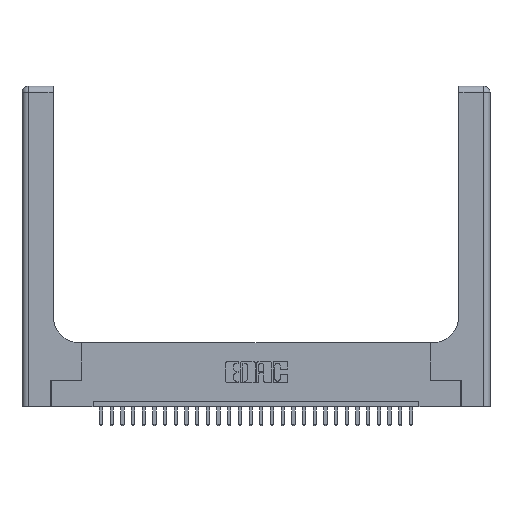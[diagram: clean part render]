
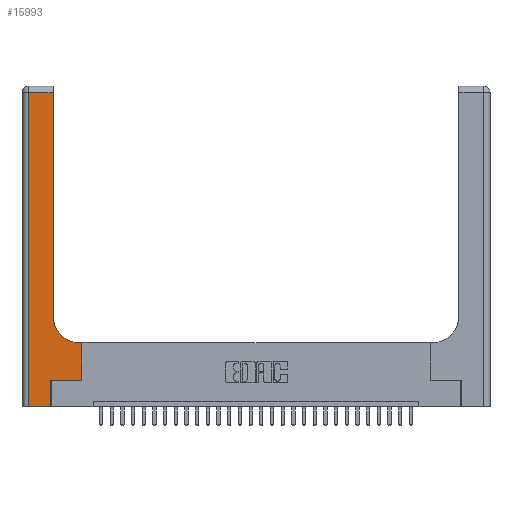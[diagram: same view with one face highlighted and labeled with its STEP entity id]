
A CAD part, top view. The second image highlights one B-rep face of the part: STEP entity #15993.
In plain terms, the highlighted planar face has unit normal (0, 0, 1).
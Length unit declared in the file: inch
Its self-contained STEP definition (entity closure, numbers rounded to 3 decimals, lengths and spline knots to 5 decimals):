
#317 = ORIENTED_EDGE ( 'NONE', *, *, #10936, .T. ) ;
#2020 = EDGE_CURVE ( 'NONE', #5084, #17261, #12143, .T. ) ;
#2155 = EDGE_LOOP ( 'NONE', ( #17763, #23790, #26030, #28302, #16344, #29097, #21293, #317, #17928 ) ) ;
#2376 = VERTEX_POINT ( 'NONE', #8396 ) ;
#3001 = LINE ( 'NONE', #10439, #17199 ) ;
#4088 = CARTESIAN_POINT ( 'NONE',  ( 0.5415, 0.6, 0.37 ) ) ;
#4649 = LINE ( 'NONE', #19811, #28473 ) ;
#5084 = VERTEX_POINT ( 'NONE', #14212 ) ;
#5330 = EDGE_CURVE ( 'NONE', #26942, #17020, #15565, .T. ) ;
#5441 = VECTOR ( 'NONE', #24338, 39.37008 ) ;
#5702 = VECTOR ( 'NONE', #11514, 39.37008 ) ;
#6133 = LINE ( 'NONE', #10224, #22863 ) ;
#6177 = DIRECTION ( 'NONE',  ( 0., 1., 0. ) ) ;
#6209 = EDGE_CURVE ( 'NONE', #2376, #5084, #15617, .T. ) ;
#6702 = LINE ( 'NONE', #14834, #12309 ) ;
#8396 = CARTESIAN_POINT ( 'NONE',  ( 0.269, 0., 0.37 ) ) ;
#8706 = DIRECTION ( 'NONE',  ( 0., 0., -1. ) ) ;
#8990 = DIRECTION ( 'NONE',  ( -1., 0., 0. ) ) ;
#9495 = CARTESIAN_POINT ( 'NONE',  ( 0.5585, 0.25, 0.37 ) ) ;
#9542 = VECTOR ( 'NONE', #12459, 39.37008 ) ;
#9670 = EDGE_CURVE ( 'NONE', #10557, #2376, #3001, .T. ) ;
#10224 = CARTESIAN_POINT ( 'NONE',  ( 0.2915, 3., 0.37 ) ) ;
#10439 = CARTESIAN_POINT ( 'NONE',  ( 0., 0., 0.37 ) ) ;
#10557 = VERTEX_POINT ( 'NONE', #13443 ) ;
#10785 = CARTESIAN_POINT ( 'NONE',  ( 0.2915, 2.94, 0.37 ) ) ;
#10878 = CARTESIAN_POINT ( 'NONE',  ( 0.5585, 0.6, 0.37 ) ) ;
#10936 = EDGE_CURVE ( 'NONE', #15251, #14626, #25385, .T. ) ;
#10974 = CARTESIAN_POINT ( 'NONE',  ( 0.5415, 0.85, 0.37 ) ) ;
#11514 = DIRECTION ( 'NONE',  ( 0., 1., 0. ) ) ;
#11548 = AXIS2_PLACEMENT_3D ( 'NONE', #10974, #8706, #17710 ) ;
#12143 = LINE ( 'NONE', #17175, #5441 ) ;
#12309 = VECTOR ( 'NONE', #13779, 39.37008 ) ;
#12328 = EDGE_CURVE ( 'NONE', #17261, #15251, #4649, .T. ) ;
#12459 = DIRECTION ( 'NONE',  ( -1., 0., 0. ) ) ;
#13197 = VERTEX_POINT ( 'NONE', #23847 ) ;
#13443 = CARTESIAN_POINT ( 'NONE',  ( 0.06, 0., 0.37 ) ) ;
#13779 = DIRECTION ( 'NONE',  ( 0., -1., 0. ) ) ;
#14212 = CARTESIAN_POINT ( 'NONE',  ( 0.269, 0.25, 0.37 ) ) ;
#14514 = EDGE_CURVE ( 'NONE', #13197, #26942, #6133, .T. ) ;
#14576 = DIRECTION ( 'NONE',  ( -1., 0., 0. ) ) ;
#14626 = VERTEX_POINT ( 'NONE', #4088 ) ;
#14834 = CARTESIAN_POINT ( 'NONE',  ( 0.06, 3., 0.37 ) ) ;
#15235 = EDGE_CURVE ( 'NONE', #14626, #13197, #21022, .T. ) ;
#15251 = VERTEX_POINT ( 'NONE', #10878 ) ;
#15565 = LINE ( 'NONE', #27722, #9542 ) ;
#15617 = LINE ( 'NONE', #27259, #5702 ) ;
#15993 = ADVANCED_FACE ( 'NONE', ( #21743 ), #29378, .F. ) ;
#16344 = ORIENTED_EDGE ( 'NONE', *, *, #6209, .T. ) ;
#17020 = VERTEX_POINT ( 'NONE', #28508 ) ;
#17175 = CARTESIAN_POINT ( 'NONE',  ( 0.269, 0.25, 0.37 ) ) ;
#17199 = VECTOR ( 'NONE', #21898, 39.37008 ) ;
#17261 = VERTEX_POINT ( 'NONE', #9495 ) ;
#17567 = CARTESIAN_POINT ( 'NONE',  ( 0.2915, 0.6, 0.37 ) ) ;
#17710 = DIRECTION ( 'NONE',  ( 1., 0., 0. ) ) ;
#17763 = ORIENTED_EDGE ( 'NONE', *, *, #14514, .T. ) ;
#17928 = ORIENTED_EDGE ( 'NONE', *, *, #15235, .T. ) ;
#18005 = DIRECTION ( 'NONE',  ( 0., 0., -1. ) ) ;
#18974 = DIRECTION ( 'NONE',  ( 0., 1., 0. ) ) ;
#19811 = CARTESIAN_POINT ( 'NONE',  ( 0.5585, 0.25, 0.37 ) ) ;
#21022 = CIRCLE ( 'NONE', #11548, 0.25 ) ;
#21293 = ORIENTED_EDGE ( 'NONE', *, *, #12328, .T. ) ;
#21743 = FACE_OUTER_BOUND ( 'NONE', #2155, .T. ) ;
#21898 = DIRECTION ( 'NONE',  ( 1., 0., 0. ) ) ;
#22156 = EDGE_CURVE ( 'NONE', #17020, #10557, #6702, .T. ) ;
#22197 = VECTOR ( 'NONE', #14576, 39.37008 ) ;
#22624 = CARTESIAN_POINT ( 'NONE',  ( 0., 3., 0.37 ) ) ;
#22863 = VECTOR ( 'NONE', #18974, 39.37008 ) ;
#23031 = AXIS2_PLACEMENT_3D ( 'NONE', #22624, #18005, #8990 ) ;
#23790 = ORIENTED_EDGE ( 'NONE', *, *, #5330, .T. ) ;
#23847 = CARTESIAN_POINT ( 'NONE',  ( 0.2915, 0.85, 0.37 ) ) ;
#24338 = DIRECTION ( 'NONE',  ( 1., 0., 0. ) ) ;
#25385 = LINE ( 'NONE', #17567, #22197 ) ;
#26030 = ORIENTED_EDGE ( 'NONE', *, *, #22156, .T. ) ;
#26942 = VERTEX_POINT ( 'NONE', #10785 ) ;
#27259 = CARTESIAN_POINT ( 'NONE',  ( 0.269, 0., 0.37 ) ) ;
#27722 = CARTESIAN_POINT ( 'NONE',  ( 0., 2.94, 0.37 ) ) ;
#28302 = ORIENTED_EDGE ( 'NONE', *, *, #9670, .T. ) ;
#28473 = VECTOR ( 'NONE', #6177, 39.37008 ) ;
#28508 = CARTESIAN_POINT ( 'NONE',  ( 0.06, 2.94, 0.37 ) ) ;
#29097 = ORIENTED_EDGE ( 'NONE', *, *, #2020, .T. ) ;
#29378 = PLANE ( 'NONE',  #23031 ) ;
